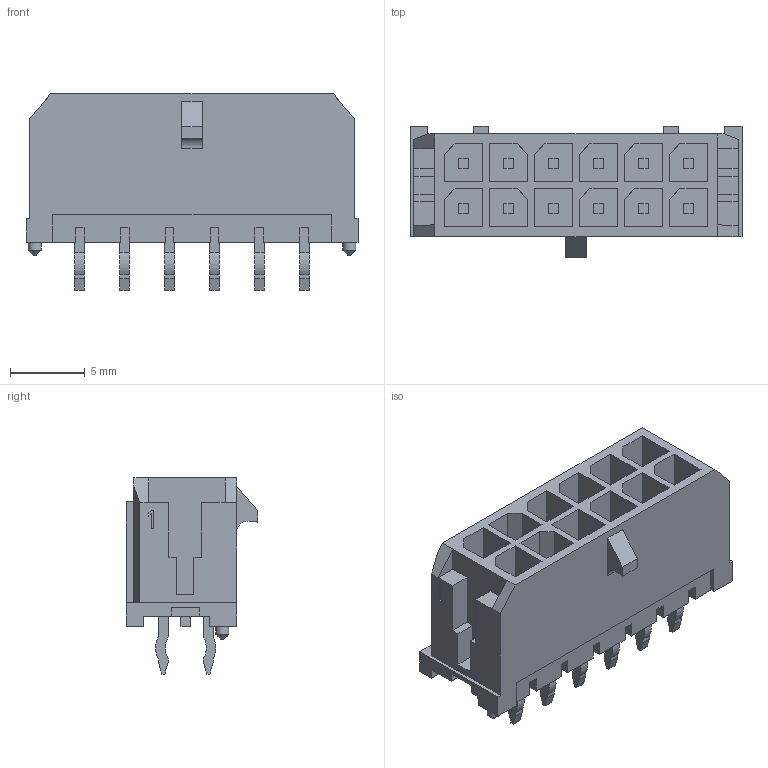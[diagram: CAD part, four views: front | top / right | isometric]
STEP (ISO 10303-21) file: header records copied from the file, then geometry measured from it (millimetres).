
FILE_DESCRIPTION(/* description */ (''),/* implementation_level */ '2;1');
FILE_NAME(/* name */ '430451214.step',/* time_stamp */ '2020-03-24T18:07:20-04:00',/* author */ (''),/* organization */ (''),/* preprocessor_version */ 'ST-DEVELOPER v18',/* originating_system */ 'Autodesk Translation Framework v8.12.0.6',/* authorisation */ '');
FILE_SCHEMA (('AUTOMOTIVE_DESIGN { 1 0 10303 214 3 1 1 }'));
Length unit declared in the file: millimetre
Products named in the file (1): 430451214
Bounding box: 22.15 x 8.77 x 13.09 mm (x, y, z)
Volume: 889.1 mm3; surface area: 2010.3 mm2
Topology: 1 solids, 1 shells, 485 faces, 1354 edges, 901 vertices
Faces by surface type: plane 456, cylinder 27, cone 2
Full cylindrical faces by diameter (mm): 0.86 x2
Entity records: 15528 total; most frequent: CARTESIAN_POINT 2741, ORIENTED_EDGE 2708, DIRECTION 2387, EDGE_CURVE 1354, LINE 1293, VECTOR 1293, VERTEX_POINT 901, AXIS2_PLACEMENT_3D 547
